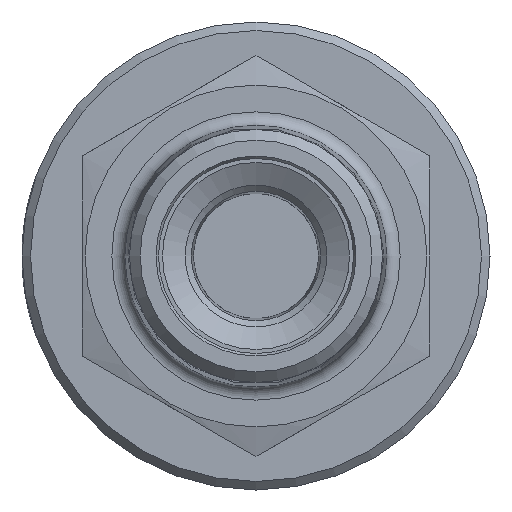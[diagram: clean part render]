
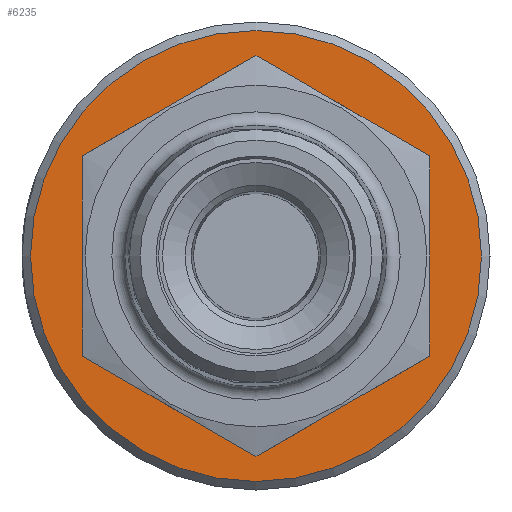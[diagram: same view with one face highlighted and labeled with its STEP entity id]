
A CAD part, left-side view. The second image highlights one B-rep face of the part: STEP entity #6235.
In plain terms, the highlighted planar face has unit normal (-1, 0, 0).
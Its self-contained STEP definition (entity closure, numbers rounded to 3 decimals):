
#227=CIRCLE('',#6627,42.215);
#230=CIRCLE('',#6632,27.271);
#231=CIRCLE('',#6633,27.271);
#354=PLANE('',#6631);
#404=FACE_BOUND('',#1294,.T.);
#897=FACE_OUTER_BOUND('',#1293,.T.);
#1293=EDGE_LOOP('',(#5664));
#1294=EDGE_LOOP('',(#5665,#5666));
#2969=VERTEX_POINT('',#45424);
#2974=VERTEX_POINT('',#45489);
#2975=VERTEX_POINT('',#45490);
#3874=EDGE_CURVE('',#2969,#2969,#227,.T.);
#3880=EDGE_CURVE('',#2974,#2975,#230,.T.);
#3881=EDGE_CURVE('',#2975,#2974,#231,.T.);
#5664=ORIENTED_EDGE('',*,*,#3874,.F.);
#5665=ORIENTED_EDGE('',*,*,#3880,.T.);
#5666=ORIENTED_EDGE('',*,*,#3881,.T.);
#6235=ADVANCED_FACE('',(#897,#404),#354,.T.);
#6627=AXIS2_PLACEMENT_3D('',#45426,#7703,#7704);
#6631=AXIS2_PLACEMENT_3D('',#45488,#7712,#7713);
#6632=AXIS2_PLACEMENT_3D('',#45491,#7714,#7715);
#6633=AXIS2_PLACEMENT_3D('',#45492,#7716,#7717);
#7703=DIRECTION('center_axis',(1.,0.,0.));
#7704=DIRECTION('ref_axis',(0.,-1.,0.));
#7712=DIRECTION('center_axis',(-1.,0.,0.));
#7713=DIRECTION('ref_axis',(0.,0.,1.));
#7714=DIRECTION('center_axis',(1.,0.,0.));
#7715=DIRECTION('ref_axis',(0.,1.,0.));
#7716=DIRECTION('center_axis',(1.,0.,0.));
#7717=DIRECTION('ref_axis',(0.,1.,0.));
#45424=CARTESIAN_POINT('',(0.,42.215,0.));
#45426=CARTESIAN_POINT('Origin',(0.,0.,0.));
#45488=CARTESIAN_POINT('Origin',(0.,35.543,
0.));
#45489=CARTESIAN_POINT('',(0.,27.271,0.));
#45490=CARTESIAN_POINT('',(0.,-27.271,0.));
#45491=CARTESIAN_POINT('Origin',(0.,0.,0.));
#45492=CARTESIAN_POINT('Origin',(0.,0.,0.));
